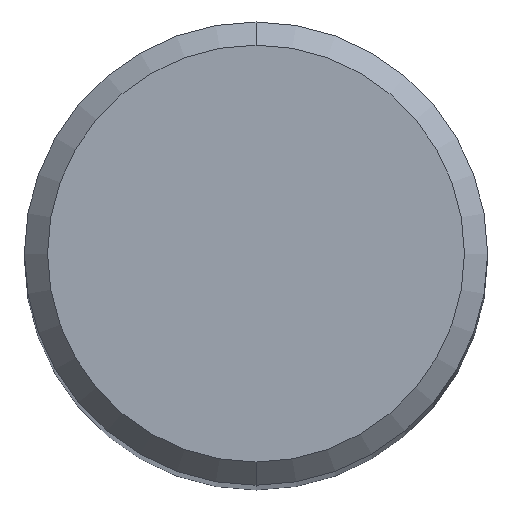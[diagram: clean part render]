
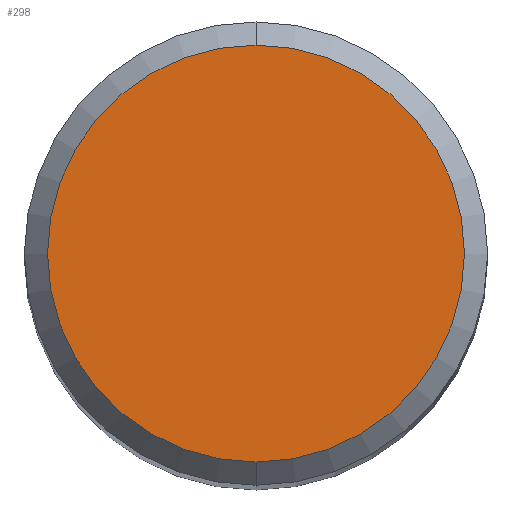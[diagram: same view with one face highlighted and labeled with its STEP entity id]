
A CAD part, top view. The second image highlights one B-rep face of the part: STEP entity #298.
In plain terms, the highlighted planar face has unit normal (0, 0, 1).
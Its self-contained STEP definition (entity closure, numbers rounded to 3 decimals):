
#176=VERTEX_POINT('',#387);
#212=VERTEX_POINT('',#430);
#260=EDGE_CURVE('',#176,#212,#481,.T.);
#288=EDGE_CURVE('',#212,#176,#513,.T.);
#298=ADVANCED_FACE('',(#525),#526,.T.);
#387=CARTESIAN_POINT('',(0.,-3.6,46.3));
#430=CARTESIAN_POINT('',(0.0,3.6,46.3));
#481=CIRCLE('',#745,3.6);
#513=CIRCLE('',#789,3.6);
#525=FACE_OUTER_BOUND('',#803,.T.);
#526=PLANE('',#804);
#745=AXIS2_PLACEMENT_3D('',#1001,#1002,#1003);
#789=AXIS2_PLACEMENT_3D('',#1054,#1055,#1056);
#803=EDGE_LOOP('',(#1075,#1076));
#804=AXIS2_PLACEMENT_3D('',#1077,#1078,#1079);
#1001=CARTESIAN_POINT('',(0.0,0.0,46.3));
#1002=DIRECTION('',(0.0,0.0,-1.0));
#1003=DIRECTION('',(0.0,1.0,0.0));
#1054=CARTESIAN_POINT('',(0.0,0.0,46.3));
#1055=DIRECTION('',(0.0,0.0,-1.0));
#1056=DIRECTION('',(0.0,1.0,0.0));
#1075=ORIENTED_EDGE('',*,*,#288,.F.);
#1076=ORIENTED_EDGE('',*,*,#260,.F.);
#1077=CARTESIAN_POINT('',(0.0,1.8,46.3));
#1078=DIRECTION('',(-0.0,0.0,1.0));
#1079=DIRECTION('',(0.0,-1.0,0.0));
